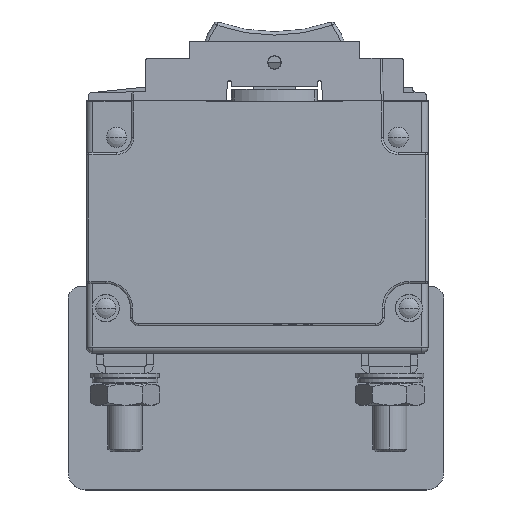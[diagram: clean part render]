
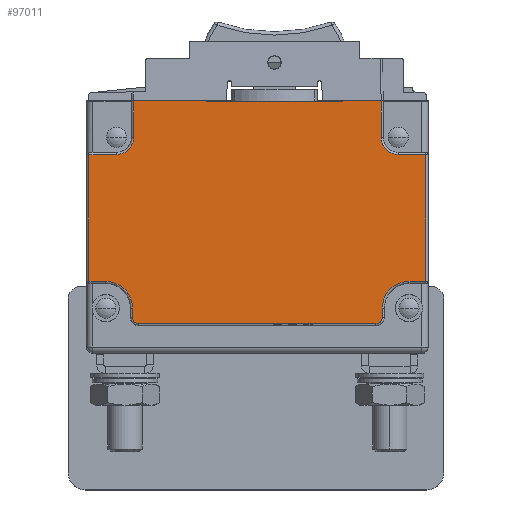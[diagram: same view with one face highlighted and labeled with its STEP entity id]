
A CAD part, top view. The second image highlights one B-rep face of the part: STEP entity #97011.
In plain terms, the highlighted planar face has unit normal (0, 0, 1).
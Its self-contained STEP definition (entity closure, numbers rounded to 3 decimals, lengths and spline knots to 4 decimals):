
#10698=DIRECTION('',(-1.,0.,0.));
#10699=VECTOR('',#10698,0.2806);
#10700=CARTESIAN_POINT('',(0.7806,0.1827,0.372));
#10701=LINE('',#10700,#10699);
#10702=DIRECTION('',(0.,1.,0.));
#10703=VECTOR('',#10702,0.2677);
#10704=CARTESIAN_POINT('',(0.7806,-0.085,0.372));
#10705=LINE('',#10704,#10703);
#10706=CARTESIAN_POINT('',(0.906,-0.085,0.372));
#10707=DIRECTION('',(0.,0.,-1.));
#10708=DIRECTION('',(0.,-1.,0.));
#10709=AXIS2_PLACEMENT_3D('',#10706,#10707,#10708);
#10711=DIRECTION('',(-1.,0.,0.));
#10712=VECTOR('',#10711,0.2023);
#10713=CARTESIAN_POINT('',(1.1083,-0.2104,
0.372));
#10714=LINE('',#10713,#10712);
#10715=DIRECTION('',(0.,1.,0.));
#10716=VECTOR('',#10715,0.9293);
#10717=CARTESIAN_POINT('',(1.1083,-1.1396,
0.372));
#10718=LINE('',#10717,#10716);
#10719=DIRECTION('',(1.,0.,0.));
#10720=VECTOR('',#10719,0.1233);
#10721=CARTESIAN_POINT('',(0.985,-1.1396,0.372));
#10722=LINE('',#10721,#10720);
#10723=CARTESIAN_POINT('',(0.985,-1.335,0.372));
#10724=DIRECTION('',(0.,0.,-1.));
#10725=DIRECTION('',(-1.,0.,0.));
#10726=AXIS2_PLACEMENT_3D('',#10723,#10724,#10725);
#10728=DIRECTION('',(0.,1.,0.));
#10729=VECTOR('',#10728,0.068);
#10730=CARTESIAN_POINT('',(0.7896,-1.403,0.372));
#10731=LINE('',#10730,#10729);
#10732=CARTESIAN_POINT('',(0.743,-1.403,0.372));
#10733=DIRECTION('',(0.,0.,1.));
#10734=DIRECTION('',(0.,-1.,0.));
#10735=AXIS2_PLACEMENT_3D('',#10732,#10733,#10734);
#10737=DIRECTION('',(1.,0.,0.));
#10738=VECTOR('',#10737,1.736);
#10739=CARTESIAN_POINT('',(-0.993,-1.4496,0.372));
#10740=LINE('',#10739,#10738);
#10741=CARTESIAN_POINT('',(-0.993,-1.403,0.372));
#10742=DIRECTION('',(0.,0.,1.));
#10743=DIRECTION('',(-1.,0.,0.));
#10744=AXIS2_PLACEMENT_3D('',#10741,#10742,#10743);
#10746=DIRECTION('',(0.,-1.,0.));
#10747=VECTOR('',#10746,0.068);
#10748=CARTESIAN_POINT('',(-1.0396,-1.335,0.372));
#10749=LINE('',#10748,#10747);
#10750=CARTESIAN_POINT('',(-1.235,-1.335,0.372));
#10751=DIRECTION('',(0.,0.,-1.));
#10752=DIRECTION('',(0.,1.,0.));
#10753=AXIS2_PLACEMENT_3D('',#10750,#10751,#10752);
#10755=DIRECTION('',(1.,0.,0.));
#10756=VECTOR('',#10755,0.1233);
#10757=CARTESIAN_POINT('',(-1.3583,-1.1396,
0.372));
#10758=LINE('',#10757,#10756);
#10759=DIRECTION('',(0.,-1.,0.));
#10760=VECTOR('',#10759,0.9293);
#10761=CARTESIAN_POINT('',(-1.3583,-0.2104,
0.372));
#10762=LINE('',#10761,#10760);
#10763=DIRECTION('',(-1.,0.,0.));
#10764=VECTOR('',#10763,0.2023);
#10765=CARTESIAN_POINT('',(-1.156,-0.2104,0.372));
#10766=LINE('',#10765,#10764);
#10767=CARTESIAN_POINT('',(-1.156,-0.085,0.372));
#10768=DIRECTION('',(0.,0.,-1.));
#10769=DIRECTION('',(1.,0.,0.));
#10770=AXIS2_PLACEMENT_3D('',#10767,#10768,#10769);
#10772=DIRECTION('',(0.,-1.,0.));
#10773=VECTOR('',#10772,0.2677);
#10774=CARTESIAN_POINT('',(-1.0306,0.1827,
0.372));
#10775=LINE('',#10774,#10773);
#10776=DIRECTION('',(-1.,0.,0.));
#10777=VECTOR('',#10776,0.5306);
#10778=CARTESIAN_POINT('',(-0.5,0.1827,0.372));
#10779=LINE('',#10778,#10777);
#10780=DIRECTION('',(0.,-1.,0.));
#10781=VECTOR('',#10780,0.0037);
#10782=CARTESIAN_POINT('',(-0.5,0.1827,0.372));
#10783=LINE('',#10782,#10781);
#10784=DIRECTION('',(-1.,0.,0.));
#10785=VECTOR('',#10784,1.);
#10786=CARTESIAN_POINT('',(0.5,0.179,0.372));
#10787=LINE('',#10786,#10785);
#10788=DIRECTION('',(0.,-1.,0.));
#10789=VECTOR('',#10788,0.0037);
#10790=CARTESIAN_POINT('',(0.5,0.1827,0.372));
#10791=LINE('',#10790,#10789);
#73714=CARTESIAN_POINT('',(0.906,-0.2104,0.372));
#73715=CARTESIAN_POINT('',(0.7806,-0.085,0.372));
#73716=VERTEX_POINT('',#73714);
#73717=VERTEX_POINT('',#73715);
#73722=CARTESIAN_POINT('',(-1.0306,-0.085,0.372));
#73723=CARTESIAN_POINT('',(-1.156,-0.2104,0.372));
#73724=VERTEX_POINT('',#73722);
#73725=VERTEX_POINT('',#73723);
#73730=CARTESIAN_POINT('',(0.7896,-1.335,0.372));
#73731=CARTESIAN_POINT('',(0.985,-1.1396,0.372));
#73732=VERTEX_POINT('',#73730);
#73733=VERTEX_POINT('',#73731);
#73738=CARTESIAN_POINT('',(0.7896,-1.403,0.372));
#73739=VERTEX_POINT('',#73738);
#73742=CARTESIAN_POINT('',(0.743,-1.4496,0.372));
#73743=VERTEX_POINT('',#73742);
#73746=CARTESIAN_POINT('',(-0.993,-1.4496,0.372));
#73747=VERTEX_POINT('',#73746);
#73750=CARTESIAN_POINT('',(-1.0396,-1.403,0.372));
#73751=VERTEX_POINT('',#73750);
#73754=CARTESIAN_POINT('',(-1.0396,-1.335,0.372));
#73755=VERTEX_POINT('',#73754);
#73758=CARTESIAN_POINT('',(-1.235,-1.1396,0.372));
#73759=VERTEX_POINT('',#73758);
#74270=CARTESIAN_POINT('',(1.1083,-0.2104,
0.372));
#74271=VERTEX_POINT('',#74270);
#74272=CARTESIAN_POINT('',(1.1083,-1.1396,
0.372));
#74273=VERTEX_POINT('',#74272);
#74290=CARTESIAN_POINT('',(-1.3583,-1.1396,
0.372));
#74291=VERTEX_POINT('',#74290);
#74292=CARTESIAN_POINT('',(-1.3583,-0.2104,
0.372));
#74293=VERTEX_POINT('',#74292);
#74411=CARTESIAN_POINT('',(0.5,0.179,0.372));
#74412=CARTESIAN_POINT('',(-0.5,0.179,0.372));
#74413=VERTEX_POINT('',#74411);
#74414=VERTEX_POINT('',#74412);
#75895=CARTESIAN_POINT('',(0.7806,0.1827,0.372));
#75896=CARTESIAN_POINT('',(0.5,0.1827,0.372));
#75897=VERTEX_POINT('',#75895);
#75898=VERTEX_POINT('',#75896);
#75899=CARTESIAN_POINT('',(-0.5,0.1827,0.372));
#75900=CARTESIAN_POINT('',(-1.0306,0.1827,
0.372));
#75901=VERTEX_POINT('',#75899);
#75902=VERTEX_POINT('',#75900);
#96961=CARTESIAN_POINT('',(0.,0.,0.372));
#96962=DIRECTION('',(0.,0.,-1.));
#96963=DIRECTION('',(-1.,0.,0.));
#96964=AXIS2_PLACEMENT_3D('',#96961,#96962,#96963);
#96965=PLANE('',#96964);
#96967=ORIENTED_EDGE('',*,*,#96966,.F.);
#96969=ORIENTED_EDGE('',*,*,#96968,.F.);
#96971=ORIENTED_EDGE('',*,*,#96970,.F.);
#96973=ORIENTED_EDGE('',*,*,#96972,.F.);
#96975=ORIENTED_EDGE('',*,*,#96974,.F.);
#96977=ORIENTED_EDGE('',*,*,#96976,.F.);
#96979=ORIENTED_EDGE('',*,*,#96978,.F.);
#96981=ORIENTED_EDGE('',*,*,#96980,.F.);
#96983=ORIENTED_EDGE('',*,*,#96982,.F.);
#96985=ORIENTED_EDGE('',*,*,#96984,.F.);
#96987=ORIENTED_EDGE('',*,*,#96986,.F.);
#96989=ORIENTED_EDGE('',*,*,#96988,.F.);
#96991=ORIENTED_EDGE('',*,*,#96990,.F.);
#96993=ORIENTED_EDGE('',*,*,#96992,.F.);
#96995=ORIENTED_EDGE('',*,*,#96994,.F.);
#96997=ORIENTED_EDGE('',*,*,#96996,.F.);
#96999=ORIENTED_EDGE('',*,*,#96998,.F.);
#97001=ORIENTED_EDGE('',*,*,#97000,.F.);
#97002=ORIENTED_EDGE('',*,*,#96942,.F.);
#97004=ORIENTED_EDGE('',*,*,#97003,.T.);
#97006=ORIENTED_EDGE('',*,*,#97005,.F.);
#97008=ORIENTED_EDGE('',*,*,#97007,.F.);
#97009=EDGE_LOOP('',(#96967,#96969,#96971,#96973,#96975,#96977,#96979,#96981,
#96983,#96985,#96987,#96989,#96991,#96993,#96995,#96997,#96999,#97001,#97002,
#97004,#97006,#97008));
#97010=FACE_OUTER_BOUND('',#97009,.F.);
#10710=CIRCLE('',#10709,0.1254);
#10727=CIRCLE('',#10726,0.1954);
#10736=CIRCLE('',#10735,0.0466);
#10745=CIRCLE('',#10744,0.0466);
#10754=CIRCLE('',#10753,0.1954);
#10771=CIRCLE('',#10770,0.1254);
#96942=EDGE_CURVE('',#75901,#75902,#10779,.T.);
#96966=EDGE_CURVE('',#75897,#75898,#10701,.T.);
#96968=EDGE_CURVE('',#73717,#75897,#10705,.T.);
#96970=EDGE_CURVE('',#73716,#73717,#10710,.T.);
#96972=EDGE_CURVE('',#74271,#73716,#10714,.T.);
#96974=EDGE_CURVE('',#74273,#74271,#10718,.T.);
#96976=EDGE_CURVE('',#73733,#74273,#10722,.T.);
#96978=EDGE_CURVE('',#73732,#73733,#10727,.T.);
#96980=EDGE_CURVE('',#73739,#73732,#10731,.T.);
#96982=EDGE_CURVE('',#73743,#73739,#10736,.T.);
#96984=EDGE_CURVE('',#73747,#73743,#10740,.T.);
#96986=EDGE_CURVE('',#73751,#73747,#10745,.T.);
#96988=EDGE_CURVE('',#73755,#73751,#10749,.T.);
#96990=EDGE_CURVE('',#73759,#73755,#10754,.T.);
#96992=EDGE_CURVE('',#74291,#73759,#10758,.T.);
#96994=EDGE_CURVE('',#74293,#74291,#10762,.T.);
#96996=EDGE_CURVE('',#73725,#74293,#10766,.T.);
#96998=EDGE_CURVE('',#73724,#73725,#10771,.T.);
#97000=EDGE_CURVE('',#75902,#73724,#10775,.T.);
#97003=EDGE_CURVE('',#75901,#74414,#10783,.T.);
#97005=EDGE_CURVE('',#74413,#74414,#10787,.T.);
#97007=EDGE_CURVE('',#75898,#74413,#10791,.T.);
#97011=ADVANCED_FACE('',(#97010),#96965,.F.);
